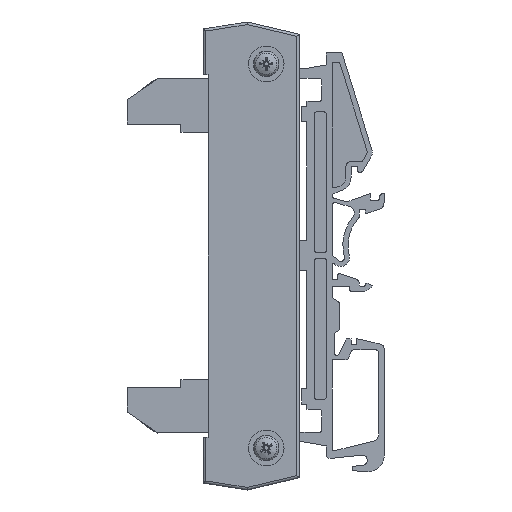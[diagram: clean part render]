
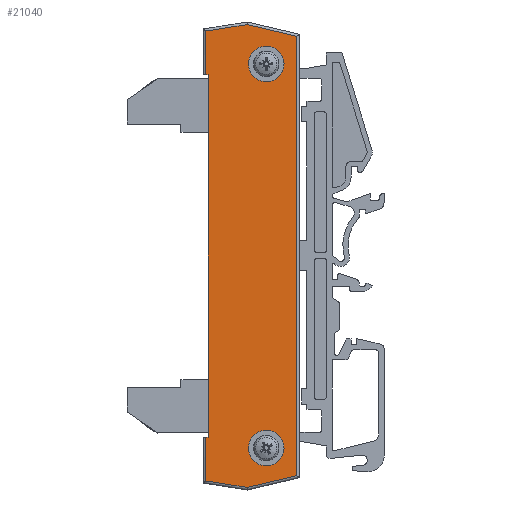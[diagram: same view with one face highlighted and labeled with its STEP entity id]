
A CAD part, left-side view. The second image highlights one B-rep face of the part: STEP entity #21040.
In plain terms, the highlighted face is planar.
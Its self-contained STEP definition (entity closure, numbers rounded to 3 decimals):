
#20579=CARTESIAN_POINT('',(-16.628,6.238,5.0));
#20580=VERTEX_POINT('',#20579);
#20587=CARTESIAN_POINT('',(54.672,6.238,5.0));
#20588=VERTEX_POINT('',#20587);
#20589=CARTESIAN_POINT('',(54.672,6.238,5.0));
#20590=DIRECTION('',(-1.0,0.0,0.0));
#20591=VECTOR('',#20590,71.3);
#20592=LINE('',#20589,#20591);
#20593=EDGE_CURVE('',#20588,#20580,#20592,.T.);
#20836=CARTESIAN_POINT('',(60.272,-5.162,5.0));
#20837=VERTEX_POINT('',#20836);
#20838=CARTESIAN_POINT('',(56.772,-5.162,5.0));
#20839=DIRECTION('',(0.0,0.0,-1.0));
#20840=DIRECTION('',(-1.0,0.0,0.0));
#20841=AXIS2_PLACEMENT_3D('',#20838,#20839,#20840);
#20842=CIRCLE('',#20841,3.5);
#20843=EDGE_CURVE('',#20837,#20837,#20842,.T.);
#20876=CARTESIAN_POINT('',(-15.228,-5.162,5.0));
#20877=VERTEX_POINT('',#20876);
#20878=CARTESIAN_POINT('',(-18.728,-5.162,5.0));
#20879=DIRECTION('',(0.0,0.0,-1.0));
#20880=DIRECTION('',(-1.0,0.0,0.0));
#20881=AXIS2_PLACEMENT_3D('',#20878,#20879,#20880);
#20882=CIRCLE('',#20881,3.5);
#20883=EDGE_CURVE('',#20877,#20877,#20882,.T.);
#20917=CARTESIAN_POINT('',(54.672,6.738,5.0));
#20918=VERTEX_POINT('',#20917);
#20919=CARTESIAN_POINT('',(54.672,6.738,5.0));
#20920=DIRECTION('',(0.0,-1.0,0.0));
#20921=VECTOR('',#20920,0.5);
#20922=LINE('',#20919,#20921);
#20923=EDGE_CURVE('',#20918,#20588,#20922,.T.);
#20948=CARTESIAN_POINT('',(-16.628,6.738,5.0));
#20949=VERTEX_POINT('',#20948);
#20957=CARTESIAN_POINT('',(-16.628,6.238,5.0));
#20958=DIRECTION('',(0.0,1.0,0.0));
#20959=VECTOR('',#20958,0.5);
#20960=LINE('',#20957,#20959);
#20961=EDGE_CURVE('',#20580,#20949,#20960,.T.);
#20970=CARTESIAN_POINT('',(19.022,-2.126,5.0));
#20971=DIRECTION('',(0.0,0.0,1.0));
#20972=DIRECTION('',(1.0,0.0,0.0));
#20973=AXIS2_PLACEMENT_3D('',#20970,#20971,#20972);
#20974=PLANE('',#20973);
#20975=ORIENTED_EDGE('',*,*,#20923,.T.);
#20976=ORIENTED_EDGE('',*,*,#20593,.T.);
#20977=ORIENTED_EDGE('',*,*,#20961,.T.);
#20978=CARTESIAN_POINT('',(-25.176,6.738,5.0));
#20979=VERTEX_POINT('',#20978);
#20980=CARTESIAN_POINT('',(-25.176,6.738,5.0));
#20981=DIRECTION('',(1.0,0.0,0.0));
#20982=VECTOR('',#20981,8.548);
#20983=LINE('',#20980,#20982);
#20984=EDGE_CURVE('',#20979,#20949,#20983,.T.);
#20985=ORIENTED_EDGE('',*,*,#20984,.F.);
#20986=CARTESIAN_POINT('',(-26.459,-1.405,5.0));
#20987=VERTEX_POINT('',#20986);
#20988=CARTESIAN_POINT('',(-26.459,-1.405,5.0));
#20989=DIRECTION('',(0.156,0.988,0.0));
#20990=VECTOR('',#20989,8.244);
#20991=LINE('',#20988,#20990);
#20992=EDGE_CURVE('',#20987,#20979,#20991,.T.);
#20993=ORIENTED_EDGE('',*,*,#20992,.F.);
#20994=CARTESIAN_POINT('',(-24.157,-11.162,5.0));
#20995=VERTEX_POINT('',#20994);
#20996=CARTESIAN_POINT('',(-24.157,-11.162,5.0));
#20997=DIRECTION('',(-0.23,0.973,0.0));
#20998=VECTOR('',#20997,10.024);
#20999=LINE('',#20996,#20998);
#21000=EDGE_CURVE('',#20995,#20987,#20999,.T.);
#21001=ORIENTED_EDGE('',*,*,#21000,.F.);
#21002=CARTESIAN_POINT('',(62.201,-11.162,5.0));
#21003=VERTEX_POINT('',#21002);
#21004=CARTESIAN_POINT('',(62.201,-11.162,5.0));
#21005=DIRECTION('',(-1.0,0.0,0.0));
#21006=VECTOR('',#21005,86.358);
#21007=LINE('',#21004,#21006);
#21008=EDGE_CURVE('',#21003,#20995,#21007,.T.);
#21009=ORIENTED_EDGE('',*,*,#21008,.F.);
#21010=CARTESIAN_POINT('',(64.503,-1.405,5.0));
#21011=VERTEX_POINT('',#21010);
#21012=CARTESIAN_POINT('',(64.503,-1.405,5.0));
#21013=DIRECTION('',(-0.23,-0.973,0.0));
#21014=VECTOR('',#21013,10.024);
#21015=LINE('',#21012,#21014);
#21016=EDGE_CURVE('',#21011,#21003,#21015,.T.);
#21017=ORIENTED_EDGE('',*,*,#21016,.F.);
#21018=CARTESIAN_POINT('',(63.22,6.738,5.0));
#21019=VERTEX_POINT('',#21018);
#21020=CARTESIAN_POINT('',(63.22,6.738,5.0));
#21021=DIRECTION('',(0.156,-0.988,0.0));
#21022=VECTOR('',#21021,8.244);
#21023=LINE('',#21020,#21022);
#21024=EDGE_CURVE('',#21019,#21011,#21023,.T.);
#21025=ORIENTED_EDGE('',*,*,#21024,.F.);
#21026=CARTESIAN_POINT('',(54.672,6.738,5.0));
#21027=DIRECTION('',(1.0,0.0,0.0));
#21028=VECTOR('',#21027,8.548);
#21029=LINE('',#21026,#21028);
#21030=EDGE_CURVE('',#20918,#21019,#21029,.T.);
#21031=ORIENTED_EDGE('',*,*,#21030,.F.);
#21032=EDGE_LOOP('',(#20975,#20976,#20977,#20985,#20993,#21001,#21009,#21017,#21025,#21031));
#21033=FACE_OUTER_BOUND('',#21032,.T.);
#21034=ORIENTED_EDGE('',*,*,#20843,.T.);
#21035=EDGE_LOOP('',(#21034));
#21036=FACE_BOUND('',#21035,.T.);
#21037=ORIENTED_EDGE('',*,*,#20883,.T.);
#21038=EDGE_LOOP('',(#21037));
#21039=FACE_BOUND('',#21038,.T.);
#21040=ADVANCED_FACE('',(#21033,#21036,#21039),#20974,.T.);
